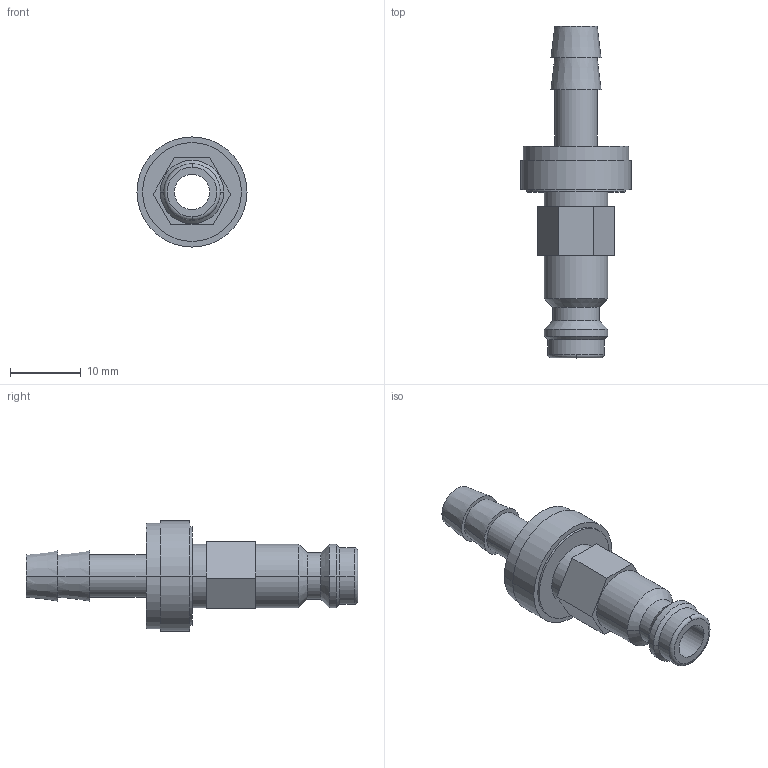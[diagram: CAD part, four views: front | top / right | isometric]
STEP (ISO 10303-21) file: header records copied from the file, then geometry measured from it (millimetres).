
FILE_DESCRIPTION(('STEP AP214'),'1');
FILE_NAME('esmk_6_sabbr.stp','2020-03-05T09:18:40',('TraceParts'),('TraceParts S.A.'),'Spatial InterOp 3D',' ',' ');
FILE_SCHEMA(('automotive_design'));
Length unit declared in the file: millimetre
Products named in the file (1): 1
Bounding box: 15.6 x 47 x 15.6 mm (x, y, z)
Volume: 2272.7 mm3; surface area: 2459 mm2
Topology: 1 solids, 1 shells, 48 faces, 103 edges, 65 vertices
Faces by surface type: cylinder 20, plane 16, cone 10, torus 2
Entity records: 1718 total; most frequent: DIRECTION 256, CARTESIAN_POINT 217, ORIENTED_EDGE 206, AXIS2_PLACEMENT_3D 104, EDGE_CURVE 103, VERTEX_POINT 65, EDGE_LOOP 58, CIRCLE 55
